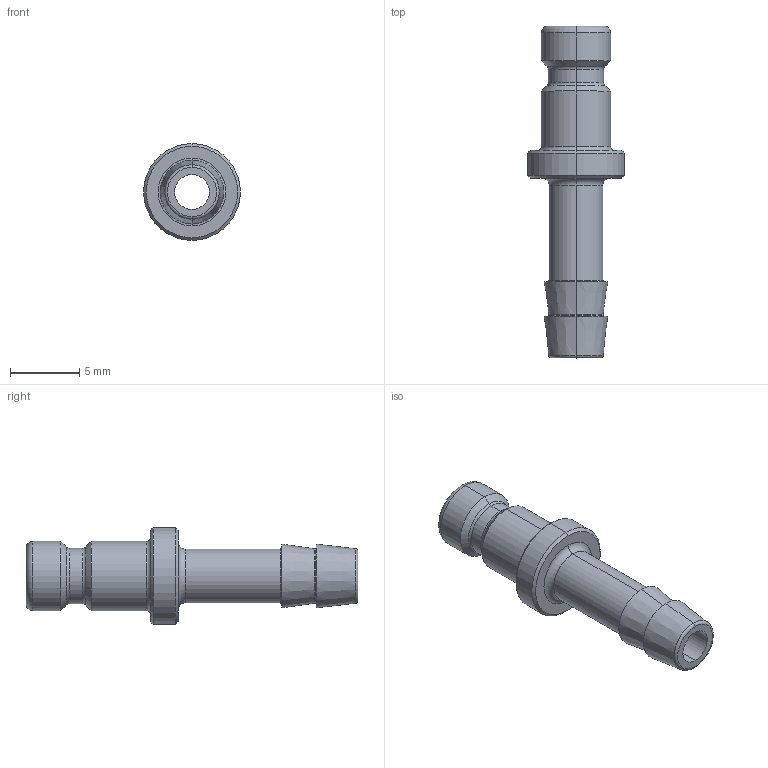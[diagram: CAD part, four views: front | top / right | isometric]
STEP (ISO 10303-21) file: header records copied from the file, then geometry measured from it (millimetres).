
FILE_DESCRIPTION (( 'STEP AP203' ), '1' );
FILE_NAME ('07201230.STEP', '2011-07-19T15:05:51', ( 'SP' ), ( 'sopra-pneumatic' ), 'SwSTEP 2.0', 'SolidWorks 2011', '' );
FILE_SCHEMA (( 'CONFIG_CONTROL_DESIGN' ));
Length unit declared in the file: millimetre
Products named in the file (1): 07201230
Bounding box: 7 x 24 x 7 mm (x, y, z)
Volume: 290.5 mm3; surface area: 599.9 mm2
Topology: 1 solids, 1 shells, 50 faces, 100 edges, 56 vertices
Faces by surface type: torus 18, cone 14, cylinder 12, plane 6
Entity records: 1383 total; most frequent: DIRECTION 276, CARTESIAN_POINT 207, ORIENTED_EDGE 200, AXIS2_PLACEMENT_3D 125, EDGE_CURVE 100, CIRCLE 74, VERTEX_POINT 56, EDGE_LOOP 56
